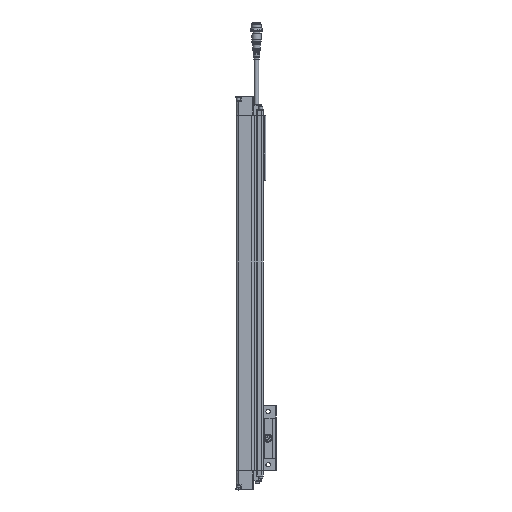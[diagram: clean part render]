
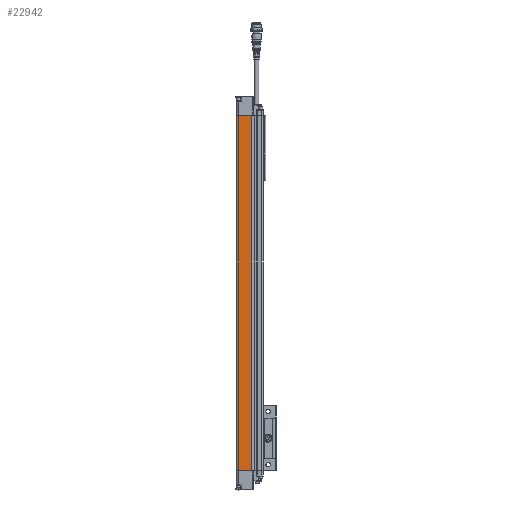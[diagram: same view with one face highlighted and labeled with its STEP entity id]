
A CAD part, left-side view. The second image highlights one B-rep face of the part: STEP entity #22942.
In plain terms, the highlighted planar face has unit normal (-1, 0, 0).
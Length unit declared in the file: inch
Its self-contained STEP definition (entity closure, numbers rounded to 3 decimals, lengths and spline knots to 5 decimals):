
#375 = AXIS2_PLACEMENT_3D ( 'NONE', #66263, #5976, #51559 ) ;
#1014 = CARTESIAN_POINT ( 'NONE',  ( -0.55118, 0.56102, 4.72441 ) ) ;
#5307 = DIRECTION ( 'NONE',  ( 0., 0., 1. ) ) ;
#5976 = DIRECTION ( 'NONE',  ( 1., 0., 0. ) ) ;
#10743 = LINE ( 'NONE', #1014, #26352 ) ;
#15051 = PLANE ( 'NONE',  #375 ) ;
#15700 = FACE_OUTER_BOUND ( 'NONE', #42044, .T. ) ;
#16321 = CARTESIAN_POINT ( 'NONE',  ( -0.55118, 1.19891, 4.72441 ) ) ;
#21949 = ORIENTED_EDGE ( 'NONE', *, *, #61443, .F. ) ;
#22942 = ADVANCED_FACE ( 'NONE', ( #15700 ), #15051, .F. ) ;
#25948 = LINE ( 'NONE', #56759, #35333 ) ;
#26352 = VECTOR ( 'NONE', #62964, 39.37008 ) ;
#27018 = DIRECTION ( 'NONE',  ( 0., 1., 0. ) ) ;
#29739 = VERTEX_POINT ( 'NONE', #34941 ) ;
#31446 = VERTEX_POINT ( 'NONE', #58184 ) ;
#32861 = ORIENTED_EDGE ( 'NONE', *, *, #35077, .F. ) ;
#34941 = CARTESIAN_POINT ( 'NONE',  ( -0.55118, 1.19891, 4.72441 ) ) ;
#35077 = EDGE_CURVE ( 'NONE', #57045, #31446, #46447, .T. ) ;
#35333 = VECTOR ( 'NONE', #66113, 39.37008 ) ;
#38375 = VECTOR ( 'NONE', #27018, 39.37008 ) ;
#39300 = CARTESIAN_POINT ( 'NONE',  ( -0.55118, 0.56102, -12.59843 ) ) ;
#42044 = EDGE_LOOP ( 'NONE', ( #21949, #49806, #56258, #32861 ) ) ;
#46447 = LINE ( 'NONE', #52480, #38375 ) ;
#49556 = EDGE_CURVE ( 'NONE', #29739, #65533, #25948, .T. ) ;
#49806 = ORIENTED_EDGE ( 'NONE', *, *, #49556, .F. ) ;
#51216 = LINE ( 'NONE', #16321, #56016 ) ;
#51559 = DIRECTION ( 'NONE',  ( 0., 1., 0. ) ) ;
#52480 = CARTESIAN_POINT ( 'NONE',  ( -0.55118, 1.19891, -12.59843 ) ) ;
#54888 = EDGE_CURVE ( 'NONE', #31446, #29739, #51216, .T. ) ;
#56016 = VECTOR ( 'NONE', #5307, 39.37008 ) ;
#56258 = ORIENTED_EDGE ( 'NONE', *, *, #54888, .F. ) ;
#56759 = CARTESIAN_POINT ( 'NONE',  ( -0.55118, 1.19891, 4.72441 ) ) ;
#57045 = VERTEX_POINT ( 'NONE', #39300 ) ;
#58184 = CARTESIAN_POINT ( 'NONE',  ( -0.55118, 1.19891, -12.59843 ) ) ;
#58384 = CARTESIAN_POINT ( 'NONE',  ( -0.55118, 0.56102, 4.72441 ) ) ;
#61443 = EDGE_CURVE ( 'NONE', #65533, #57045, #10743, .T. ) ;
#62964 = DIRECTION ( 'NONE',  ( 0., 0., -1. ) ) ;
#65533 = VERTEX_POINT ( 'NONE', #58384 ) ;
#66113 = DIRECTION ( 'NONE',  ( 0., -1., 0. ) ) ;
#66263 = CARTESIAN_POINT ( 'NONE',  ( -0.55118, 1.19891, 4.72441 ) ) ;
